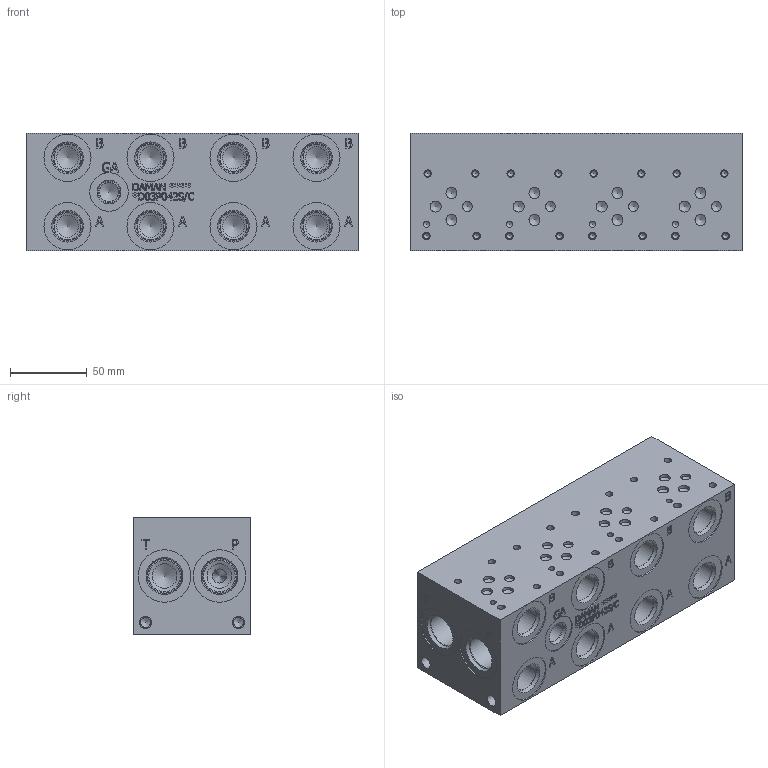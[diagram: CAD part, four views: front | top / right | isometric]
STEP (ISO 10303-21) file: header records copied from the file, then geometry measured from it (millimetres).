
FILE_DESCRIPTION(/* description */ (''),/* implementation_level */ '2;1');
FILE_NAME(/* name */ '_D03P042S_C.stp',/* time_stamp */ '2022-10-06T14:44:33-04:00',/* author */ ('bobbyh'),/* organization */ (''),/* preprocessor_version */ 'ST-DEVELOPER v18',/* originating_system */ 'Autodesk Inventor 2020',/* authorisation */ '');
FILE_SCHEMA (('AUTOMOTIVE_DESIGN { 1 0 10303 214 3 1 1 }'));
Length unit declared in the file: millimetre
Products named in the file (1): Part_AD03P042S~C_3D
Bounding box: 215.9 x 76.2 x 76.2 mm (x, y, z)
Volume: 1133296.5 mm3; surface area: 105869.2 mm2
Topology: 1 solids, 1 shells, 870 faces, 2372 edges, 1609 vertices
Faces by surface type: plane 440, bspline 196, cylinder 134, cone 100
Full cylindrical faces by diameter (mm): 3.785 x16, 3.962 x4, 4.826 x16, 6.35 x4, 6.528 x4, 7.137 x12, 7.925 x4, 12.294 x1, 12.9 x1, 14.275 x1, 14.3 x9, 14.529 x1, 15.875 x4, 15.9 x1, 17.501 x8, 19.05 x8, 19.253 x8, 20.447 x4, 20.62 x1, 22.225 x3, 22.23 x2, 22.54 x1, 22.555 x4, 23.901 x3, 25.019 x1, 30.16 x1, 30.632 x8, 34.138 x4
Entity records: 29006 total; most frequent: CARTESIAN_POINT 7346, ORIENTED_EDGE 4636, DIRECTION 3773, EDGE_CURVE 2318, VERTEX_POINT 1609, LINE 1429, VECTOR 1429, AXIS2_PLACEMENT_3D 1172
